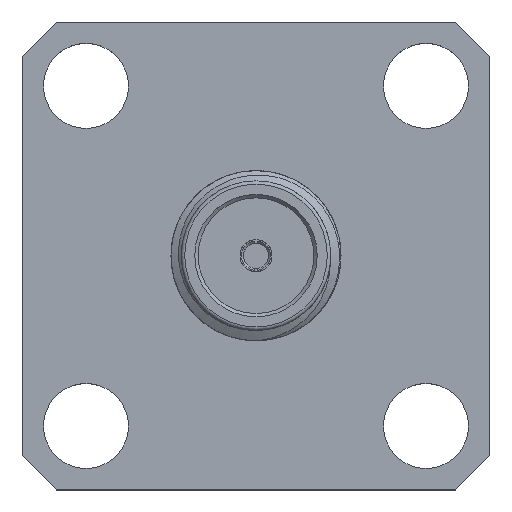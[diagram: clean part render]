
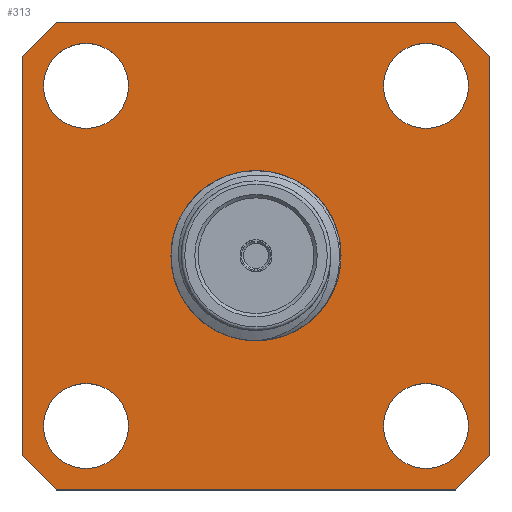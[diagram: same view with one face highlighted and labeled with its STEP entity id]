
A CAD part, top view. The second image highlights one B-rep face of the part: STEP entity #313.
In plain terms, the highlighted planar face has unit normal (0, 0, 1).
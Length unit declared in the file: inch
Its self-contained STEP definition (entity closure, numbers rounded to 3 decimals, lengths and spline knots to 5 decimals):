
#1 = DIRECTION ( 'NONE',  ( 0., 0., -1. ) ) ;
#8 = EDGE_LOOP ( 'NONE', ( #99 ) ) ;
#14 = VERTEX_POINT ( 'NONE', #1840 ) ;
#55 = LINE ( 'NONE', #511, #2395 ) ;
#56 = ORIENTED_EDGE ( 'NONE', *, *, #743, .F. ) ;
#70 = DIRECTION ( 'NONE',  ( 0., 1., 0. ) ) ;
#99 = ORIENTED_EDGE ( 'NONE', *, *, #1963, .T. ) ;
#115 = CARTESIAN_POINT ( 'NONE',  ( 0.344, -0.294, 0. ) ) ;
#151 = LINE ( 'NONE', #2496, #2745 ) ;
#165 = AXIS2_PLACEMENT_3D ( 'NONE', #2625, #2431, #723 ) ;
#199 = EDGE_CURVE ( 'NONE', #1241, #1557, #1047, .T. ) ;
#274 = DIRECTION ( 'NONE',  ( 0., 0., 1. ) ) ;
#277 = ORIENTED_EDGE ( 'NONE', *, *, #2127, .F. ) ;
#286 = FACE_OUTER_BOUND ( 'NONE', #1425, .T. ) ;
#304 = EDGE_LOOP ( 'NONE', ( #277 ) ) ;
#313 = ADVANCED_FACE ( 'NONE', ( #1346, #2229, #1579, #322, #929, #286 ), #1777, .T. ) ;
#322 = FACE_BOUND ( 'NONE', #2399, .T. ) ;
#327 = CARTESIAN_POINT ( 'NONE',  ( 0.344, 0.294, 0. ) ) ;
#330 = EDGE_CURVE ( 'NONE', #1694, #1694, #394, .T. ) ;
#335 = DIRECTION ( 'NONE',  ( 0., 0., 1. ) ) ;
#345 = CARTESIAN_POINT ( 'NONE',  ( -0.344, 0., 0. ) ) ;
#364 = CARTESIAN_POINT ( 'NONE',  ( -0.344, -0.294, 0. ) ) ;
#367 = EDGE_LOOP ( 'NONE', ( #56 ) ) ;
#372 = LINE ( 'NONE', #345, #1065 ) ;
#394 = CIRCLE ( 'NONE', #1192, 0.0625 ) ;
#443 = CARTESIAN_POINT ( 'NONE',  ( 0.3125, 0.25, 0. ) ) ;
#447 = DIRECTION ( 'NONE',  ( 1., 0., 0. ) ) ;
#450 = EDGE_CURVE ( 'NONE', #14, #2207, #151, .T. ) ;
#493 = VECTOR ( 'NONE', #563, 39.37008 ) ;
#511 = CARTESIAN_POINT ( 'NONE',  ( 0.344, 0., 0. ) ) ;
#528 = VERTEX_POINT ( 'NONE', #364 ) ;
#532 = CIRCLE ( 'NONE', #836, 0.0625 ) ;
#563 = DIRECTION ( 'NONE',  ( 0.707, -0.707, 0. ) ) ;
#577 = EDGE_LOOP ( 'NONE', ( #1644 ) ) ;
#587 = DIRECTION ( 'NONE',  ( 0.707, 0.707, 0. ) ) ;
#648 = VERTEX_POINT ( 'NONE', #1324 ) ;
#669 = DIRECTION ( 'NONE',  ( 0., 0., 1. ) ) ;
#698 = CARTESIAN_POINT ( 'NONE',  ( 0.3125, -0.25, 0. ) ) ;
#723 = DIRECTION ( 'NONE',  ( 1., 0., 0. ) ) ;
#743 = EDGE_CURVE ( 'NONE', #1708, #1708, #532, .T. ) ;
#746 = CIRCLE ( 'NONE', #2294, 0.11989 ) ;
#788 = LINE ( 'NONE', #1621, #493 ) ;
#836 = AXIS2_PLACEMENT_3D ( 'NONE', #1744, #669, #2139 ) ;
#878 = CARTESIAN_POINT ( 'NONE',  ( 0., 0.344, 0. ) ) ;
#880 = AXIS2_PLACEMENT_3D ( 'NONE', #2638, #274, #2432 ) ;
#929 = FACE_BOUND ( 'NONE', #304, .T. ) ;
#983 = CARTESIAN_POINT ( 'NONE',  ( 0., -0.344, 0. ) ) ;
#1026 = DIRECTION ( 'NONE',  ( 0., 1., 0. ) ) ;
#1045 = EDGE_CURVE ( 'NONE', #528, #2701, #372, .T. ) ;
#1047 = LINE ( 'NONE', #1078, #1331 ) ;
#1065 = VECTOR ( 'NONE', #1026, 39.37008 ) ;
#1078 = CARTESIAN_POINT ( 'NONE',  ( 0.319, 0.319, 0. ) ) ;
#1080 = CARTESIAN_POINT ( 'NONE',  ( 0.294, 0.344, 0. ) ) ;
#1131 = VERTEX_POINT ( 'NONE', #698 ) ;
#1162 = CARTESIAN_POINT ( 'NONE',  ( -0.319, 0.319, 0. ) ) ;
#1173 = LINE ( 'NONE', #1162, #1671 ) ;
#1188 = LINE ( 'NONE', #983, #1901 ) ;
#1192 = AXIS2_PLACEMENT_3D ( 'NONE', #2673, #335, #2494 ) ;
#1241 = VERTEX_POINT ( 'NONE', #327 ) ;
#1257 = ORIENTED_EDGE ( 'NONE', *, *, #2573, .T. ) ;
#1273 = CIRCLE ( 'NONE', #880, 0.0625 ) ;
#1288 = ORIENTED_EDGE ( 'NONE', *, *, #330, .F. ) ;
#1295 = CARTESIAN_POINT ( 'NONE',  ( 0.25, -0.25, 0. ) ) ;
#1300 = EDGE_CURVE ( 'NONE', #528, #2639, #788, .T. ) ;
#1320 = EDGE_CURVE ( 'NONE', #2639, #14, #1188, .T. ) ;
#1324 = CARTESIAN_POINT ( 'NONE',  ( 0.11989, 0., 0. ) ) ;
#1331 = VECTOR ( 'NONE', #1918, 39.37008 ) ;
#1346 = FACE_BOUND ( 'NONE', #8, .T. ) ;
#1385 = CARTESIAN_POINT ( 'NONE',  ( -0.294, -0.344, 0. ) ) ;
#1425 = EDGE_LOOP ( 'NONE', ( #1546, #2549, #1257, #2450, #2131, #2351, #2680, #2510 ) ) ;
#1459 = CARTESIAN_POINT ( 'NONE',  ( -0.344, 0.294, 0. ) ) ;
#1502 = DIRECTION ( 'NONE',  ( 0., 0., 1. ) ) ;
#1545 = VERTEX_POINT ( 'NONE', #443 ) ;
#1546 = ORIENTED_EDGE ( 'NONE', *, *, #1320, .T. ) ;
#1557 = VERTEX_POINT ( 'NONE', #1080 ) ;
#1579 = FACE_BOUND ( 'NONE', #577, .T. ) ;
#1596 = VERTEX_POINT ( 'NONE', #1906 ) ;
#1621 = CARTESIAN_POINT ( 'NONE',  ( -0.319, -0.319, 0. ) ) ;
#1644 = ORIENTED_EDGE ( 'NONE', *, *, #2457, .F. ) ;
#1669 = AXIS2_PLACEMENT_3D ( 'NONE', #1295, #1502, #2354 ) ;
#1671 = VECTOR ( 'NONE', #2005, 39.37008 ) ;
#1694 = VERTEX_POINT ( 'NONE', #2539 ) ;
#1708 = VERTEX_POINT ( 'NONE', #2280 ) ;
#1744 = CARTESIAN_POINT ( 'NONE',  ( -0.25, 0.25, 0. ) ) ;
#1777 = PLANE ( 'NONE',  #165 ) ;
#1830 = DIRECTION ( 'NONE',  ( 1., 0., 0. ) ) ;
#1840 = CARTESIAN_POINT ( 'NONE',  ( 0.294, -0.344, 0. ) ) ;
#1883 = EDGE_CURVE ( 'NONE', #1596, #1557, #1915, .T. ) ;
#1901 = VECTOR ( 'NONE', #1830, 39.37008 ) ;
#1906 = CARTESIAN_POINT ( 'NONE',  ( -0.294, 0.344, 0. ) ) ;
#1915 = LINE ( 'NONE', #878, #2609 ) ;
#1918 = DIRECTION ( 'NONE',  ( -0.707, 0.707, 0. ) ) ;
#1963 = EDGE_CURVE ( 'NONE', #648, #648, #746, .T. ) ;
#2005 = DIRECTION ( 'NONE',  ( -0.707, -0.707, 0. ) ) ;
#2031 = CARTESIAN_POINT ( 'NONE',  ( 0., 0., 0. ) ) ;
#2127 = EDGE_CURVE ( 'NONE', #1131, #1131, #2389, .T. ) ;
#2131 = ORIENTED_EDGE ( 'NONE', *, *, #1883, .F. ) ;
#2139 = DIRECTION ( 'NONE',  ( 1., 0., 0. ) ) ;
#2207 = VERTEX_POINT ( 'NONE', #115 ) ;
#2229 = FACE_BOUND ( 'NONE', #367, .T. ) ;
#2280 = CARTESIAN_POINT ( 'NONE',  ( -0.1875, 0.25, 0. ) ) ;
#2294 = AXIS2_PLACEMENT_3D ( 'NONE', #2031, #1, #2311 ) ;
#2311 = DIRECTION ( 'NONE',  ( 1., 0., 0. ) ) ;
#2351 = ORIENTED_EDGE ( 'NONE', *, *, #2590, .T. ) ;
#2354 = DIRECTION ( 'NONE',  ( 1., 0., 0. ) ) ;
#2389 = CIRCLE ( 'NONE', #1669, 0.0625 ) ;
#2395 = VECTOR ( 'NONE', #70, 39.37008 ) ;
#2399 = EDGE_LOOP ( 'NONE', ( #1288 ) ) ;
#2431 = DIRECTION ( 'NONE',  ( 0., 0., 1. ) ) ;
#2432 = DIRECTION ( 'NONE',  ( 1., 0., 0. ) ) ;
#2450 = ORIENTED_EDGE ( 'NONE', *, *, #199, .T. ) ;
#2457 = EDGE_CURVE ( 'NONE', #1545, #1545, #1273, .T. ) ;
#2494 = DIRECTION ( 'NONE',  ( 1., 0., 0. ) ) ;
#2496 = CARTESIAN_POINT ( 'NONE',  ( 0.319, -0.319, 0. ) ) ;
#2510 = ORIENTED_EDGE ( 'NONE', *, *, #1300, .T. ) ;
#2539 = CARTESIAN_POINT ( 'NONE',  ( -0.1875, -0.25, 0. ) ) ;
#2549 = ORIENTED_EDGE ( 'NONE', *, *, #450, .T. ) ;
#2573 = EDGE_CURVE ( 'NONE', #2207, #1241, #55, .T. ) ;
#2590 = EDGE_CURVE ( 'NONE', #1596, #2701, #1173, .T. ) ;
#2609 = VECTOR ( 'NONE', #447, 39.37008 ) ;
#2625 = CARTESIAN_POINT ( 'NONE',  ( 0., 0., 0. ) ) ;
#2638 = CARTESIAN_POINT ( 'NONE',  ( 0.25, 0.25, 0. ) ) ;
#2639 = VERTEX_POINT ( 'NONE', #1385 ) ;
#2673 = CARTESIAN_POINT ( 'NONE',  ( -0.25, -0.25, 0. ) ) ;
#2680 = ORIENTED_EDGE ( 'NONE', *, *, #1045, .F. ) ;
#2701 = VERTEX_POINT ( 'NONE', #1459 ) ;
#2745 = VECTOR ( 'NONE', #587, 39.37008 ) ;
